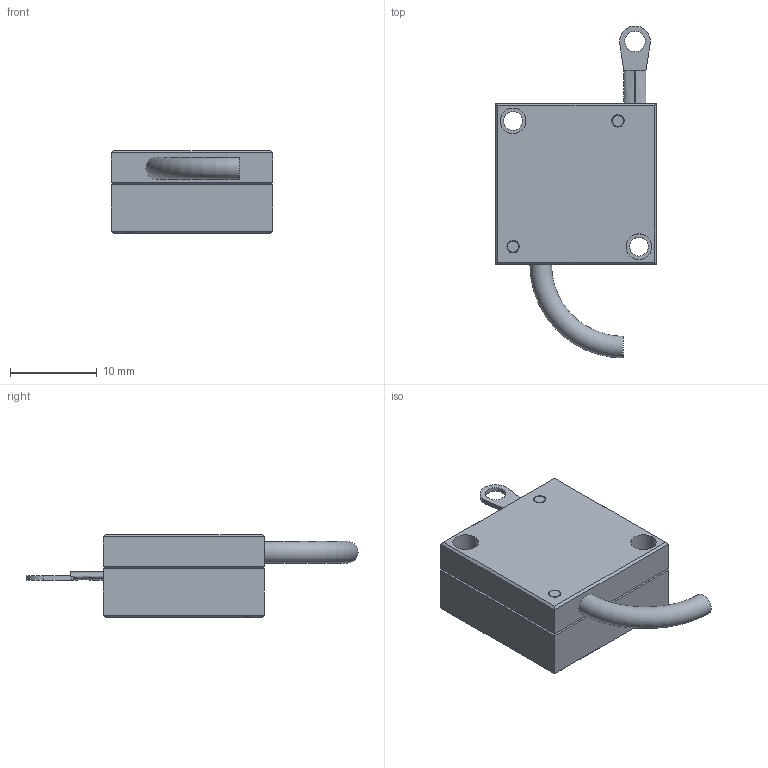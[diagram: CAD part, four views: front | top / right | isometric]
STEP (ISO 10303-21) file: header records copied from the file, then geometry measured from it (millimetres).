
FILE_DESCRIPTION((''),'2;1');
FILE_NAME('ZX-PA Shell.stp','2014-02-24T16:30:25',('jason'),(''),'Autodesk Inventor 2011','Autodesk Inventor 2011','');
FILE_SCHEMA(('AUTOMOTIVE_DESIGN { 1 0 10303 214 1 1 1 1 }'));
Length unit declared in the file: inch
Products named in the file (1): ZX-PA Shell
Bounding box: 18.54 x 38.2 x 9.53 mm (x, y, z)
Volume: 1942.1 mm3; surface area: 2700.1 mm2
Topology: 2 solids, 2 shells, 449 faces, 1196 edges, 787 vertices
Faces by surface type: plane 301, bspline 75, cylinder 46, cone 18, torus 9
Full cylindrical faces by diameter (mm): 0.737 x1, 1.422 x2, 1.468 x1, 1.854 x2, 1.93 x2, 2.159 x2, 2.362 x1, 2.489 x1, 2.921 x1, 2.946 x2, 3.124 x2, 15.113 x1
Entity records: 14803 total; most frequent: CARTESIAN_POINT 3808, ORIENTED_EDGE 2314, DIRECTION 1827, EDGE_CURVE 1157, VECTOR 813, LINE 813, VERTEX_POINT 778, EDGE_LOOP 526
